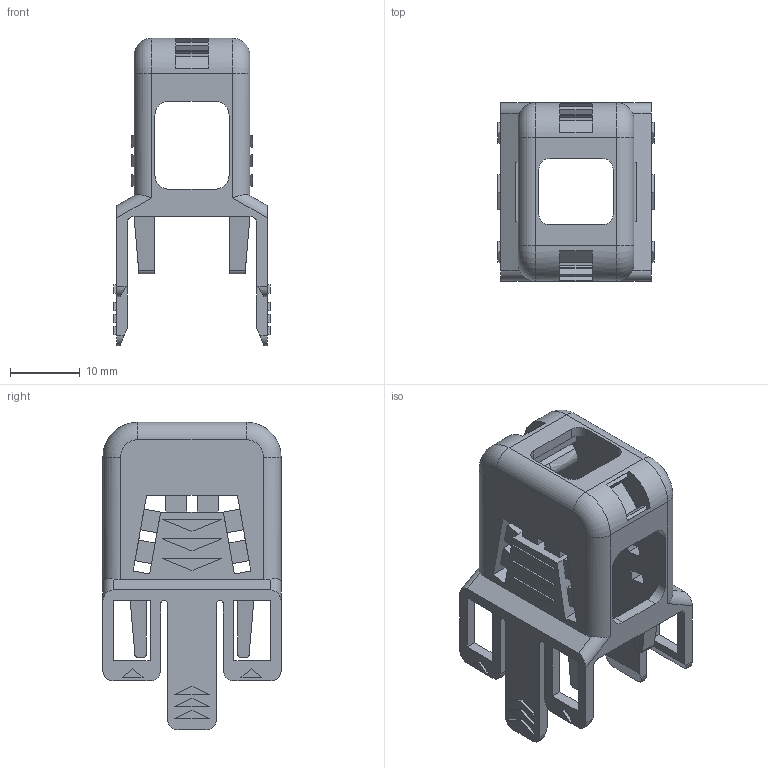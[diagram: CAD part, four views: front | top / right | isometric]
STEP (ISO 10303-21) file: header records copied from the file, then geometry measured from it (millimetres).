
FILE_DESCRIPTION(('CATIA V5 STEP Exchange','CAx-IF Rec.Pracs.--- Model Styling and Organization---1.5--- 2016-08-15','CAx-IF Rec.Pracs.---Supplemental Geometry---1.0---2011-11-01','CAx-IF Rec.Pracs.--- Composite Materials ---1.1---2010-07-15'),'2;1');
FILE_NAME ('016085-1_0', '2025-02-20T12:09:26+00:00', ('none'), ('Weidmueller'), 'CATIA Version 5-6 Release 2022 SP4 HF5', 'CATIA V5 STEP AP214 v3', 'none');
FILE_SCHEMA(('AUTOMOTIVE_DESIGN { 1 0 10303 214 1 1 1 1 }'));
Length unit declared in the file: millimetre
Products named in the file (1): RSV_1_6_ZE_9
Bounding box: 22.4 x 25.5 x 44 mm (x, y, z)
Volume: 5642.3 mm3; surface area: 6000 mm2
Topology: 1 solids, 1 shells, 314 faces, 912 edges, 600 vertices
Faces by surface type: plane 248, cylinder 58, torus 4, extrusion 4
Entity records: 10122 total; most frequent: CARTESIAN_POINT 2076, ORIENTED_EDGE 1824, DIRECTION 1368, EDGE_CURVE 912, VECTOR 778, LINE 774, VERTEX_POINT 600, EDGE_LOOP 356
